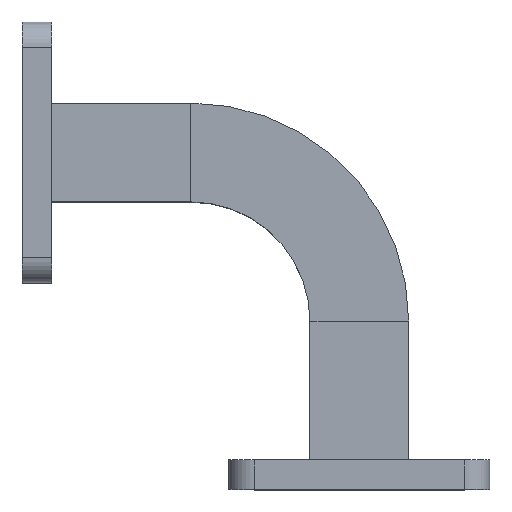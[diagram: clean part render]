
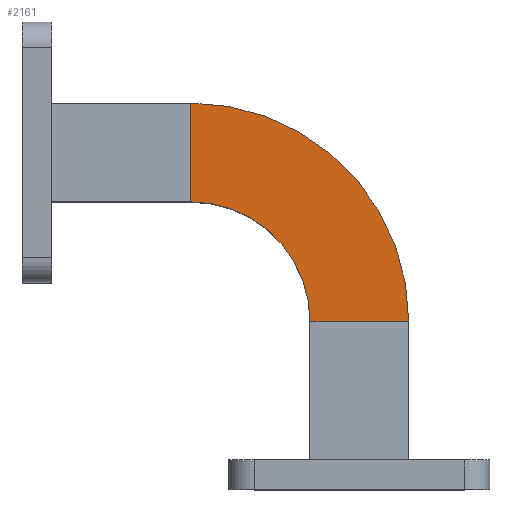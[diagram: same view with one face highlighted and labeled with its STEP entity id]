
A CAD part, top view. The second image highlights one B-rep face of the part: STEP entity #2161.
In plain terms, the highlighted planar face has unit normal (0, 0, 1).
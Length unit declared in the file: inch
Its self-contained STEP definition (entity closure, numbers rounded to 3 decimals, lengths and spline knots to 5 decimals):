
#103 = EDGE_LOOP ( 'NONE', ( #1020, #2444, #399, #2736 ) ) ;
#289 = VERTEX_POINT ( 'NONE', #1769 ) ;
#386 = DIRECTION ( 'NONE',  ( 0., 0., 1. ) ) ;
#399 = ORIENTED_EDGE ( 'NONE', *, *, #2977, .T. ) ;
#406 = PLANE ( 'NONE',  #566 ) ;
#413 = DIRECTION ( 'NONE',  ( 0., 0., -1. ) ) ;
#524 = CARTESIAN_POINT ( 'NONE',  ( 2.68811, -1.5748, 0.859 ) ) ;
#566 = AXIS2_PLACEMENT_3D ( 'NONE', #2975, #386, #1379 ) ;
#576 = CIRCLE ( 'NONE', #1864, 2.0363 ) ;
#1015 = DIRECTION ( 'NONE',  ( 0., 1., 0. ) ) ;
#1020 = ORIENTED_EDGE ( 'NONE', *, *, #1169, .F. ) ;
#1101 = VERTEX_POINT ( 'NONE', #1737 ) ;
#1169 = EDGE_CURVE ( 'NONE', #3330, #1101, #2574, .T. ) ;
#1221 = LINE ( 'NONE', #2229, #1538 ) ;
#1267 = DIRECTION ( 'NONE',  ( 0., 0., -1. ) ) ;
#1379 = DIRECTION ( 'NONE',  ( 1., 0., 0. ) ) ;
#1410 = CARTESIAN_POINT ( 'NONE',  ( 3.61111, -1.5748, 0.859 ) ) ;
#1434 = CIRCLE ( 'NONE', #2737, 1.1133 ) ;
#1538 = VECTOR ( 'NONE', #3323, 39.37008 ) ;
#1655 = VERTEX_POINT ( 'NONE', #3152 ) ;
#1737 = CARTESIAN_POINT ( 'NONE',  ( 2.68811, -1.5748, 0.859 ) ) ;
#1769 = CARTESIAN_POINT ( 'NONE',  ( 1.5748, 0.4615, 0.859 ) ) ;
#1864 = AXIS2_PLACEMENT_3D ( 'NONE', #2597, #1267, #1015 ) ;
#1944 = CARTESIAN_POINT ( 'NONE',  ( 1.5748, -1.5748, 0.859 ) ) ;
#2073 = DIRECTION ( 'NONE',  ( -1., 0., 0. ) ) ;
#2161 = ADVANCED_FACE ( 'NONE', ( #2912 ), #406, .T. ) ;
#2229 = CARTESIAN_POINT ( 'NONE',  ( 1.5748, -0.4615, 0.859 ) ) ;
#2444 = ORIENTED_EDGE ( 'NONE', *, *, #3130, .F. ) ;
#2574 = LINE ( 'NONE', #524, #2753 ) ;
#2597 = CARTESIAN_POINT ( 'NONE',  ( 1.5748, -1.5748, 0.859 ) ) ;
#2609 = EDGE_CURVE ( 'NONE', #1655, #1101, #1434, .T. ) ;
#2736 = ORIENTED_EDGE ( 'NONE', *, *, #2609, .T. ) ;
#2737 = AXIS2_PLACEMENT_3D ( 'NONE', #1944, #413, #2746 ) ;
#2746 = DIRECTION ( 'NONE',  ( 0., 1., 0. ) ) ;
#2753 = VECTOR ( 'NONE', #2073, 39.37008 ) ;
#2912 = FACE_OUTER_BOUND ( 'NONE', #103, .T. ) ;
#2975 = CARTESIAN_POINT ( 'NONE',  ( 1.5748, -0.4615, 0.859 ) ) ;
#2977 = EDGE_CURVE ( 'NONE', #289, #1655, #1221, .T. ) ;
#3130 = EDGE_CURVE ( 'NONE', #289, #3330, #576, .T. ) ;
#3152 = CARTESIAN_POINT ( 'NONE',  ( 1.5748, -0.4615, 0.859 ) ) ;
#3323 = DIRECTION ( 'NONE',  ( 0., -1., 0. ) ) ;
#3330 = VERTEX_POINT ( 'NONE', #1410 ) ;
